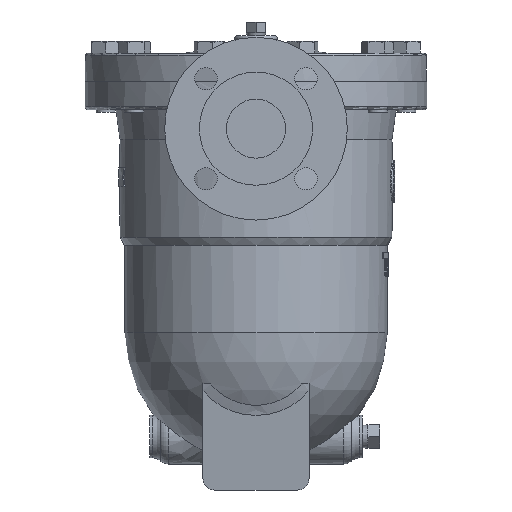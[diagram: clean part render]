
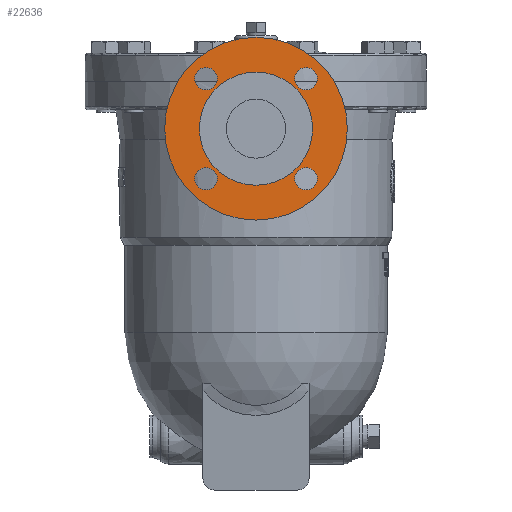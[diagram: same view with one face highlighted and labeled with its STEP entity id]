
A CAD part, left-side view. The second image highlights one B-rep face of the part: STEP entity #22636.
In plain terms, the highlighted planar face has unit normal (-1, 0, 0).
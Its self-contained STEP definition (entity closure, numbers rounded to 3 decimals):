
#22401=CARTESIAN_POINT('',(-193.,-51.926,-82.426));
#22402=VERTEX_POINT('',#22401);
#22403=CARTESIAN_POINT('',(-193.,-42.426,-82.426));
#22404=DIRECTION('',(1.0,0.0,0.0));
#22405=DIRECTION('',(0.0,-1.0,0.0));
#22406=AXIS2_PLACEMENT_3D('',#22403,#22404,#22405);
#22407=CIRCLE('',#22406,9.5);
#22408=EDGE_CURVE('',#22402,#22402,#22407,.T.);
#22546=CARTESIAN_POINT('',(-193.,0.0,8.));
#22547=VERTEX_POINT('',#22546);
#22548=CARTESIAN_POINT('',(-193.,0.0,-40.));
#22549=DIRECTION('',(-1.0,0.0,0.0));
#22550=DIRECTION('',(0.0,0.0,1.0));
#22551=AXIS2_PLACEMENT_3D('',#22548,#22549,#22550);
#22552=CIRCLE('',#22551,48.);
#22553=EDGE_CURVE('',#22547,#22547,#22552,.T.);
#22577=CARTESIAN_POINT('',(-193.,0.0,37.5));
#22578=VERTEX_POINT('',#22577);
#22579=CARTESIAN_POINT('',(-193.,0.0,-40.));
#22580=DIRECTION('',(-1.0,0.0,0.0));
#22581=DIRECTION('',(0.0,0.0,1.0));
#22582=AXIS2_PLACEMENT_3D('',#22579,#22580,#22581);
#22583=CIRCLE('',#22582,77.5);
#22584=EDGE_CURVE('',#22578,#22578,#22583,.T.);
#22589=CARTESIAN_POINT('',(-193.,0.0,22.75));
#22590=DIRECTION('',(-1.0,0.0,0.0));
#22591=DIRECTION('',(0.0,0.0,1.0));
#22592=AXIS2_PLACEMENT_3D('',#22589,#22590,#22591);
#22593=PLANE('',#22592);
#22594=ORIENTED_EDGE('',*,*,#22584,.T.);
#22595=EDGE_LOOP('',(#22594));
#22596=FACE_OUTER_BOUND('',#22595,.T.);
#22597=CARTESIAN_POINT('',(-193.,42.426,-91.926));
#22598=VERTEX_POINT('',#22597);
#22599=CARTESIAN_POINT('',(-193.,42.426,-82.426));
#22600=DIRECTION('',(1.0,0.0,0.0));
#22601=DIRECTION('',(0.0,0.0,-1.0));
#22602=AXIS2_PLACEMENT_3D('',#22599,#22600,#22601);
#22603=CIRCLE('',#22602,9.5);
#22604=EDGE_CURVE('',#22598,#22598,#22603,.T.);
#22605=ORIENTED_EDGE('',*,*,#22604,.T.);
#22606=EDGE_LOOP('',(#22605));
#22607=FACE_BOUND('',#22606,.T.);
#22608=ORIENTED_EDGE('',*,*,#22553,.F.);
#22609=EDGE_LOOP('',(#22608));
#22610=FACE_BOUND('',#22609,.T.);
#22611=CARTESIAN_POINT('',(-193.,-42.426,11.926));
#22612=VERTEX_POINT('',#22611);
#22613=CARTESIAN_POINT('',(-193.,-42.426,2.426));
#22614=DIRECTION('',(1.0,0.0,0.0));
#22615=DIRECTION('',(0.0,0.0,1.0));
#22616=AXIS2_PLACEMENT_3D('',#22613,#22614,#22615);
#22617=CIRCLE('',#22616,9.5);
#22618=EDGE_CURVE('',#22612,#22612,#22617,.T.);
#22619=ORIENTED_EDGE('',*,*,#22618,.T.);
#22620=EDGE_LOOP('',(#22619));
#22621=FACE_BOUND('',#22620,.T.);
#22622=CARTESIAN_POINT('',(-193.,51.926,2.426));
#22623=VERTEX_POINT('',#22622);
#22624=CARTESIAN_POINT('',(-193.,42.426,2.426));
#22625=DIRECTION('',(1.0,0.0,0.0));
#22626=DIRECTION('',(0.0,1.0,0.0));
#22627=AXIS2_PLACEMENT_3D('',#22624,#22625,#22626);
#22628=CIRCLE('',#22627,9.5);
#22629=EDGE_CURVE('',#22623,#22623,#22628,.T.);
#22630=ORIENTED_EDGE('',*,*,#22629,.T.);
#22631=EDGE_LOOP('',(#22630));
#22632=FACE_BOUND('',#22631,.T.);
#22633=ORIENTED_EDGE('',*,*,#22408,.T.);
#22634=EDGE_LOOP('',(#22633));
#22635=FACE_BOUND('',#22634,.T.);
#22636=ADVANCED_FACE('',(#22596,#22607,#22610,#22621,#22632,#22635),#22593,.T.);
